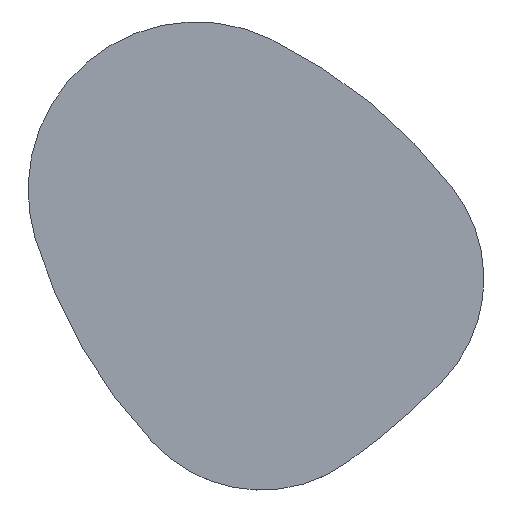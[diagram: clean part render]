
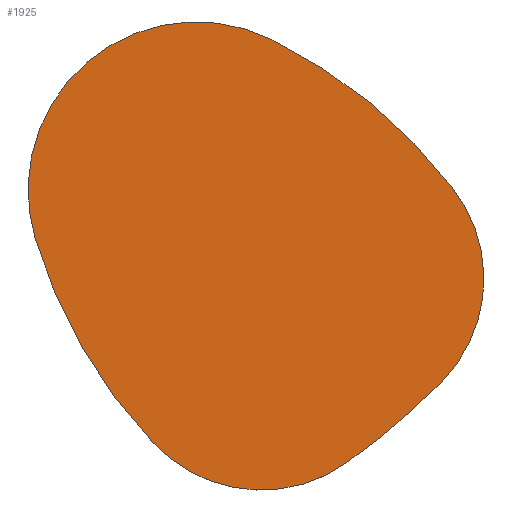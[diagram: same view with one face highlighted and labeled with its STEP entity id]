
A CAD part, top view. The second image highlights one B-rep face of the part: STEP entity #1925.
In plain terms, the highlighted planar face has unit normal (0, 0, 1).
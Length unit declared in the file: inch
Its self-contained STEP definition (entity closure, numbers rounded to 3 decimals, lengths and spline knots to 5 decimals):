
#28 = VERTEX_POINT ( 'NONE', #1108 ) ;
#31 = VERTEX_POINT ( 'NONE', #1107 ) ;
#55 = VERTEX_POINT ( 'NONE', #1118 ) ;
#62 = VERTEX_POINT ( 'NONE', #1124 ) ;
#68 = VERTEX_POINT ( 'NONE', #1128 ) ;
#79 = VERTEX_POINT ( 'NONE', #1135 ) ;
#108 = VERTEX_POINT ( 'NONE', #1154 ) ;
#119 = VERTEX_POINT ( 'NONE', #1161 ) ;
#229 = FACE_OUTER_BOUND ( 'NONE', #896, .T. ) ;
#266 = ORIENTED_EDGE ( 'NONE', *, *, #644, .T. ) ;
#284 = ORIENTED_EDGE ( 'NONE', *, *, #615, .F. ) ;
#288 = ORIENTED_EDGE ( 'NONE', *, *, #652, .F. ) ;
#300 = CIRCLE ( 'NONE', #761, 11.08 ) ;
#353 = CIRCLE ( 'NONE', #738, 3.22 ) ;
#406 = CIRCLE ( 'NONE', #760, 3.15 ) ;
#409 = CIRCLE ( 'NONE', #756, 11.08 ) ;
#411 = CIRCLE ( 'NONE', #755, 3.62252 ) ;
#416 = CIRCLE ( 'NONE', #758, 3.15 ) ;
#423 = CIRCLE ( 'NONE', #757, 3.22 ) ;
#424 = CIRCLE ( 'NONE', #759, 15. ) ;
#475 = ORIENTED_EDGE ( 'NONE', *, *, #650, .F. ) ;
#510 = ORIENTED_EDGE ( 'NONE', *, *, #646, .T. ) ;
#615 = EDGE_CURVE ( 'NONE', #55, #108, #353, .T. ) ;
#641 = EDGE_CURVE ( 'NONE', #28, #62, #411, .T. ) ;
#644 = EDGE_CURVE ( 'NONE', #28, #119, #409, .T. ) ;
#646 = EDGE_CURVE ( 'NONE', #119, #79, #423, .T. ) ;
#648 = EDGE_CURVE ( 'NONE', #79, #68, #416, .T. ) ;
#650 = EDGE_CURVE ( 'NONE', #31, #68, #424, .T. ) ;
#652 = EDGE_CURVE ( 'NONE', #108, #31, #406, .T. ) ;
#653 = EDGE_CURVE ( 'NONE', #62, #55, #300, .T. ) ;
#738 = AXIS2_PLACEMENT_3D ( 'NONE', #1558, #1559, #1560 ) ;
#755 = AXIS2_PLACEMENT_3D ( 'NONE', #1628, #1629, #1630 ) ;
#756 = AXIS2_PLACEMENT_3D ( 'NONE', #1636, #1637, #1638 ) ;
#757 = AXIS2_PLACEMENT_3D ( 'NONE', #1641, #1642, #1643 ) ;
#758 = AXIS2_PLACEMENT_3D ( 'NONE', #1645, #1646, #1647 ) ;
#759 = AXIS2_PLACEMENT_3D ( 'NONE', #1649, #1650, #1651 ) ;
#760 = AXIS2_PLACEMENT_3D ( 'NONE', #1652, #1653, #1654 ) ;
#761 = AXIS2_PLACEMENT_3D ( 'NONE', #1655, #1656, #1657 ) ;
#796 = AXIS2_PLACEMENT_3D ( 'NONE', #1774, #1778, #1779 ) ;
#879 = ORIENTED_EDGE ( 'NONE', *, *, #653, .F. ) ;
#883 = ORIENTED_EDGE ( 'NONE', *, *, #641, .F. ) ;
#896 = EDGE_LOOP ( 'NONE', ( #288, #284, #879, #883, #266, #510, #909, #475 ) ) ;
#909 = ORIENTED_EDGE ( 'NONE', *, *, #648, .T. ) ;
#1107 = CARTESIAN_POINT ( 'NONE',  ( 4.31721, -2.97481, 2.39238 ) ) ;
#1108 = CARTESIAN_POINT ( 'NONE',  ( -4.44298, 0.10277, 2.39238 ) ) ;
#1118 = CARTESIAN_POINT ( 'NONE',  ( 4.55054, 1.18851, 2.39238 ) ) ;
#1124 = CARTESIAN_POINT ( 'NONE',  ( 0.61134, 4.40192, 2.39238 ) ) ;
#1128 = CARTESIAN_POINT ( 'NONE',  ( 2.24368, -4.73853, 2.39238 ) ) ;
#1135 = CARTESIAN_POINT ( 'NONE',  ( -0.19345, -5.25173, 2.39238 ) ) ;
#1154 = CARTESIAN_POINT ( 'NONE',  ( 5.21475, -0.65158, 2.39238 ) ) ;
#1161 = CARTESIAN_POINT ( 'NONE',  ( -1.90315, -4.30093, 2.39238 ) ) ;
#1558 = CARTESIAN_POINT ( 'NONE',  ( 1.99704, -0.77313, 2.39238 ) ) ;
#1559 = DIRECTION ( 'NONE',  ( 0., 0., -1. ) ) ;
#1560 = DIRECTION ( 'NONE',  ( 0.762, 0.648, 0. ) ) ;
#1628 = CARTESIAN_POINT ( 'NONE',  ( -0.97347, 1.14447, 2.39238 ) ) ;
#1629 = DIRECTION ( 'NONE',  ( 0., 0., -1. ) ) ;
#1630 = DIRECTION ( 'NONE',  ( 0.762, 0.648, 0. ) ) ;
#1636 = CARTESIAN_POINT ( 'NONE',  ( 6.16902, 3.28896, 2.39238 ) ) ;
#1637 = DIRECTION ( 'NONE',  ( 0., 0., 1. ) ) ;
#1638 = DIRECTION ( 'NONE',  ( -0.762, -0.648, 0. ) ) ;
#1641 = CARTESIAN_POINT ( 'NONE',  ( 0.44273, -2.09521, 2.39238 ) ) ;
#1642 = DIRECTION ( 'NONE',  ( 0., 0., 1. ) ) ;
#1643 = DIRECTION ( 'NONE',  ( -0.762, -0.648, 0. ) ) ;
#1645 = CARTESIAN_POINT ( 'NONE',  ( 0.4289, -2.16383, 2.39238 ) ) ;
#1646 = DIRECTION ( 'NONE',  ( 0., 0., 1. ) ) ;
#1647 = DIRECTION ( 'NONE',  ( -0.762, -0.648, 0. ) ) ;
#1649 = CARTESIAN_POINT ( 'NONE',  ( -6.3981, 7.52196, 2.39238 ) ) ;
#1650 = DIRECTION ( 'NONE',  ( 0., 0., -1. ) ) ;
#1651 = DIRECTION ( 'NONE',  ( 0.762, 0.648, 0. ) ) ;
#1652 = CARTESIAN_POINT ( 'NONE',  ( 2.06699, -0.77049, 2.39238 ) ) ;
#1653 = DIRECTION ( 'NONE',  ( 0., 0., -1. ) ) ;
#1654 = DIRECTION ( 'NONE',  ( 0.762, 0.648, 0. ) ) ;
#1655 = CARTESIAN_POINT ( 'NONE',  ( -4.23604, -5.56148, 2.39238 ) ) ;
#1656 = DIRECTION ( 'NONE',  ( 0., 0., -1. ) ) ;
#1657 = DIRECTION ( 'NONE',  ( 0.762, 0.648, 0. ) ) ;
#1772 = PLANE ( 'NONE',  #796 ) ;
#1774 = CARTESIAN_POINT ( 'NONE',  ( 2.06699, -0.77049, 2.39238 ) ) ;
#1778 = DIRECTION ( 'NONE',  ( 0., 0., -1. ) ) ;
#1779 = DIRECTION ( 'NONE',  ( 0.762, 0.648, 0. ) ) ;
#1925 = ADVANCED_FACE ( 'NONE', ( #229 ), #1772, .F. ) ;
